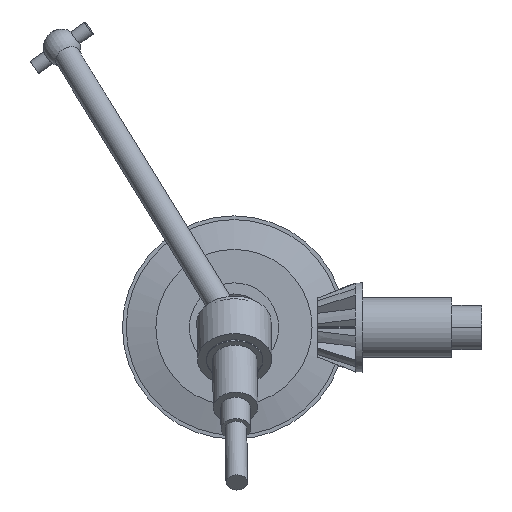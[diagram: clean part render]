
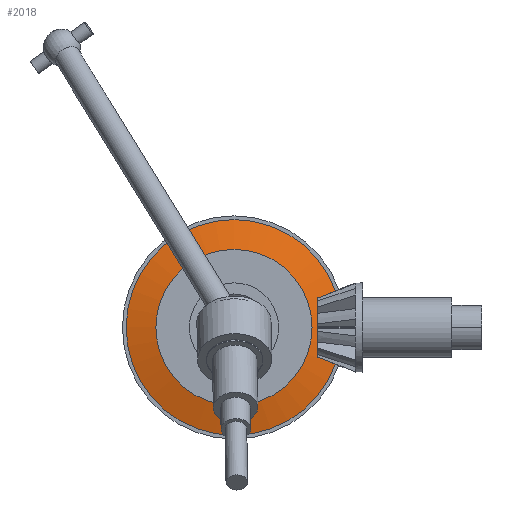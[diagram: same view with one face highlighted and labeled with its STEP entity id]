
A CAD part, front view. The second image highlights one B-rep face of the part: STEP entity #2018.
In plain terms, the highlighted conical face has half-angle 75.964 degrees and reference radius 12.5 mm.
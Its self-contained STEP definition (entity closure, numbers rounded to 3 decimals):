
#316=FACE_OUTER_BOUND('',#454,.T.);
#454=EDGE_LOOP('',(#1777,#1778,#1779,#1780,#1781));
#607=LINE('',#3463,#758);
#758=VECTOR('',#2819,12.5);
#859=CIRCLE('',#2265,10.5);
#860=CIRCLE('',#2266,10.5);
#863=CIRCLE('',#2271,14.5);
#1023=VERTEX_POINT('',#3449);
#1024=VERTEX_POINT('',#3450);
#1027=VERTEX_POINT('',#3461);
#1279=EDGE_CURVE('',#1023,#1024,#859,.T.);
#1280=EDGE_CURVE('',#1024,#1023,#860,.T.);
#1285=EDGE_CURVE('',#1027,#1027,#863,.T.);
#1286=EDGE_CURVE('',#1027,#1023,#607,.T.);
#1777=ORIENTED_EDGE('',*,*,#1285,.T.);
#1778=ORIENTED_EDGE('',*,*,#1286,.T.);
#1779=ORIENTED_EDGE('',*,*,#1279,.T.);
#1780=ORIENTED_EDGE('',*,*,#1280,.T.);
#1781=ORIENTED_EDGE('',*,*,#1286,.F.);
#1915=CONICAL_SURFACE('',#2270,12.5,1.326);
#2018=ADVANCED_FACE('',(#316),#1915,.T.);
#2265=AXIS2_PLACEMENT_3D('',#3451,#2803,#2804);
#2266=AXIS2_PLACEMENT_3D('',#3452,#2805,#2806);
#2270=AXIS2_PLACEMENT_3D('',#3460,#2815,#2816);
#2271=AXIS2_PLACEMENT_3D('',#3462,#2817,#2818);
#2803=DIRECTION('center_axis',(0.,1.,0.));
#2804=DIRECTION('ref_axis',(0.,0.,-1.));
#2805=DIRECTION('center_axis',(0.,1.,0.));
#2806=DIRECTION('ref_axis',(0.,0.,-1.));
#2815=DIRECTION('center_axis',(0.,1.,0.));
#2816=DIRECTION('ref_axis',(0.,0.,-1.));
#2817=DIRECTION('center_axis',(0.,-1.,0.));
#2818=DIRECTION('ref_axis',(0.,0.,-1.));
#2819=DIRECTION('',(0.,-0.243,-0.97));
#3449=CARTESIAN_POINT('',(0.,24.5,10.5));
#3450=CARTESIAN_POINT('',(0.,24.5,-10.5));
#3451=CARTESIAN_POINT('Origin',(0.,24.5,0.));
#3452=CARTESIAN_POINT('Origin',(0.,24.5,0.));
#3460=CARTESIAN_POINT('Origin',(0.,25.,0.));
#3461=CARTESIAN_POINT('',(0.,25.5,14.5));
#3462=CARTESIAN_POINT('Origin',(0.,25.5,0.));
#3463=CARTESIAN_POINT('',(0.,25.,12.5));
